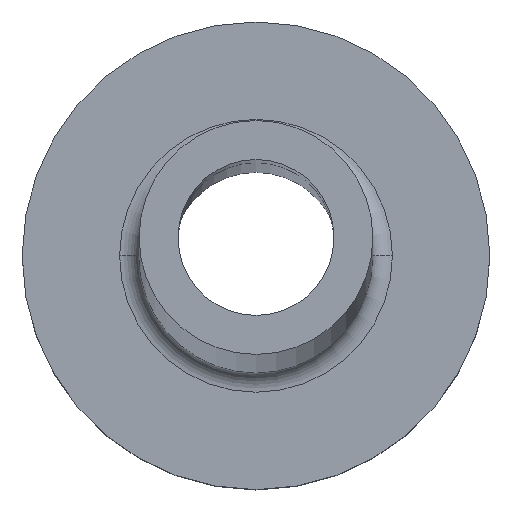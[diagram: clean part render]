
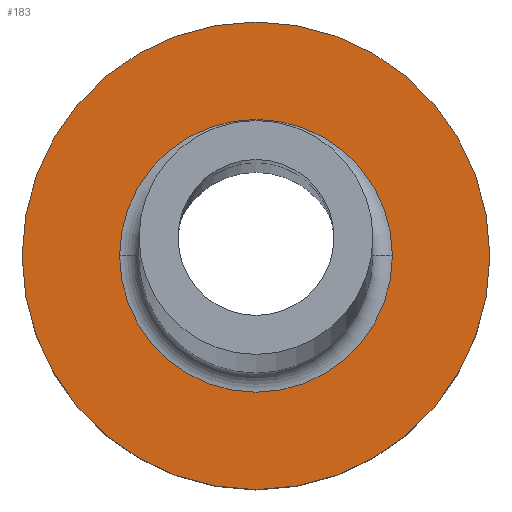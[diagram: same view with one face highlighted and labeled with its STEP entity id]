
A CAD part, top view. The second image highlights one B-rep face of the part: STEP entity #183.
In plain terms, the highlighted planar face has unit normal (0, 0, 1).
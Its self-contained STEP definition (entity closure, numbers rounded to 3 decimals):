
#6 = DIRECTION ( 'NONE',  ( 0., 0., 1. ) ) ;
#8 = VERTEX_POINT ( 'NONE', #103 ) ;
#29 = ORIENTED_EDGE ( 'NONE', *, *, #317, .T. ) ;
#58 = DIRECTION ( 'NONE',  ( 1., 0., 0. ) ) ;
#59 = CARTESIAN_POINT ( 'NONE',  ( 3.5, 0., 5. ) ) ;
#64 = ORIENTED_EDGE ( 'NONE', *, *, #127, .T. ) ;
#98 = AXIS2_PLACEMENT_3D ( 'NONE', #335, #151, #299 ) ;
#103 = CARTESIAN_POINT ( 'NONE',  ( 6., 0., 5. ) ) ;
#106 = CIRCLE ( 'NONE', #98, 3.5 ) ;
#111 = DIRECTION ( 'NONE',  ( 1., 0., 0. ) ) ;
#112 = CIRCLE ( 'NONE', #351, 6. ) ;
#113 = EDGE_LOOP ( 'NONE', ( #245, #133 ) ) ;
#127 = EDGE_CURVE ( 'NONE', #8, #162, #378, .T. ) ;
#133 = ORIENTED_EDGE ( 'NONE', *, *, #293, .T. ) ;
#151 = DIRECTION ( 'NONE',  ( 0., 0., -1. ) ) ;
#155 = FACE_OUTER_BOUND ( 'NONE', #315, .T. ) ;
#158 = CIRCLE ( 'NONE', #321, 3.5 ) ;
#161 = CARTESIAN_POINT ( 'NONE',  ( -6., 0., 5. ) ) ;
#162 = VERTEX_POINT ( 'NONE', #161 ) ;
#164 = DIRECTION ( 'NONE',  ( 0., 0., 1. ) ) ;
#166 = EDGE_CURVE ( 'NONE', #388, #457, #158, .T. ) ;
#183 = ADVANCED_FACE ( 'NONE', ( #404, #155 ), #327, .T. ) ;
#226 = CARTESIAN_POINT ( 'NONE',  ( 0., 0., 5. ) ) ;
#245 = ORIENTED_EDGE ( 'NONE', *, *, #166, .T. ) ;
#264 = AXIS2_PLACEMENT_3D ( 'NONE', #331, #6, #111 ) ;
#269 = CARTESIAN_POINT ( 'NONE',  ( -3.5, 0., 5. ) ) ;
#293 = EDGE_CURVE ( 'NONE', #457, #388, #106, .T. ) ;
#296 = DIRECTION ( 'NONE',  ( 0., 0., 1. ) ) ;
#299 = DIRECTION ( 'NONE',  ( 1., 0., 0. ) ) ;
#301 = CARTESIAN_POINT ( 'NONE',  ( 0., 0., 5. ) ) ;
#303 = DIRECTION ( 'NONE',  ( 1., 0., 0. ) ) ;
#315 = EDGE_LOOP ( 'NONE', ( #29, #64 ) ) ;
#316 = AXIS2_PLACEMENT_3D ( 'NONE', #348, #164, #303 ) ;
#317 = EDGE_CURVE ( 'NONE', #162, #8, #112, .T. ) ;
#321 = AXIS2_PLACEMENT_3D ( 'NONE', #301, #441, #58 ) ;
#327 = PLANE ( 'NONE',  #264 ) ;
#331 = CARTESIAN_POINT ( 'NONE',  ( 0., 0., 5. ) ) ;
#332 = DIRECTION ( 'NONE',  ( 1., 0., 0. ) ) ;
#335 = CARTESIAN_POINT ( 'NONE',  ( 0., 0., 5. ) ) ;
#348 = CARTESIAN_POINT ( 'NONE',  ( 0., 0., 5. ) ) ;
#351 = AXIS2_PLACEMENT_3D ( 'NONE', #226, #296, #332 ) ;
#378 = CIRCLE ( 'NONE', #316, 6. ) ;
#388 = VERTEX_POINT ( 'NONE', #59 ) ;
#404 = FACE_BOUND ( 'NONE', #113, .T. ) ;
#441 = DIRECTION ( 'NONE',  ( 0., 0., -1. ) ) ;
#457 = VERTEX_POINT ( 'NONE', #269 ) ;
